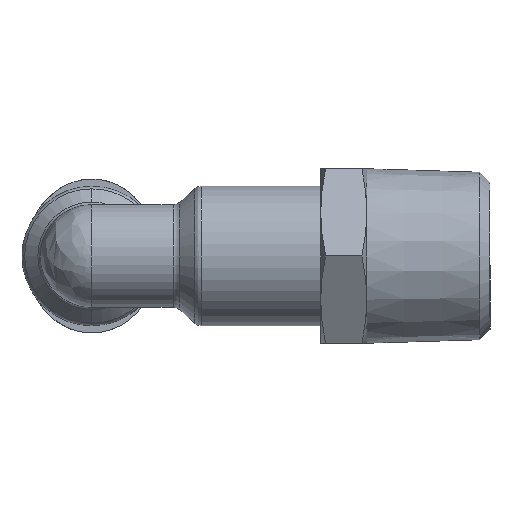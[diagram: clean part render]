
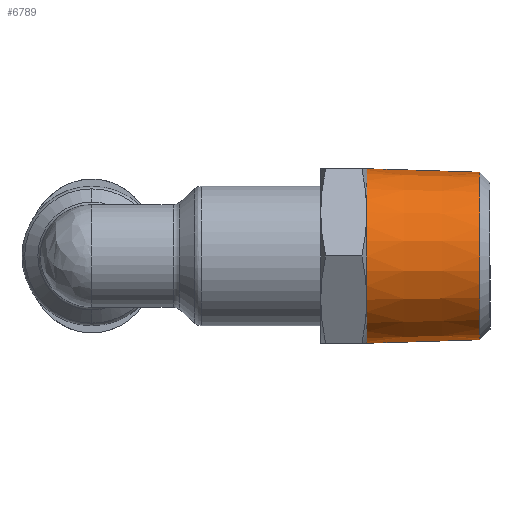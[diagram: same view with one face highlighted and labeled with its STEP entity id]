
A CAD part, left-side view. The second image highlights one B-rep face of the part: STEP entity #6789.
In plain terms, the highlighted conical face has half-angle 1.754 degrees and reference radius 8.5 mm.
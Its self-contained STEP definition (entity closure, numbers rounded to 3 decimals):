
#553 = CARTESIAN_POINT ( 'NONE',  ( -7.472, 8.5, -26.8 ) ) ;
#682 = CARTESIAN_POINT ( 'NONE',  ( -7.472, -8.5, -26.8 ) ) ;
#801 = CONICAL_SURFACE ( 'NONE', #8129, 8.5, 0.031 ) ;
#1295 = DIRECTION ( 'NONE',  ( 0., 1., 0. ) ) ;
#1402 = EDGE_CURVE ( 'NONE', #4193, #8948, #4863, .T. ) ;
#1923 = EDGE_CURVE ( 'NONE', #12680, #4193, #13571, .T. ) ;
#1963 = VERTEX_POINT ( 'NONE', #8533 ) ;
#2231 = AXIS2_PLACEMENT_3D ( 'NONE', #13935, #14000, #5268 ) ;
#2428 = AXIS2_PLACEMENT_3D ( 'NONE', #4941, #14571, #13535 ) ;
#2830 = EDGE_LOOP ( 'NONE', ( #8263, #13370, #2989, #2888, #15090, #3811 ) ) ;
#2888 = ORIENTED_EDGE ( 'NONE', *, *, #1923, .T. ) ;
#2985 = DIRECTION ( 'NONE',  ( 0., -1., 0. ) ) ;
#2989 = ORIENTED_EDGE ( 'NONE', *, *, #12185, .T. ) ;
#3032 = DIRECTION ( 'NONE',  ( 0., 0., 1. ) ) ;
#3517 = CARTESIAN_POINT ( 'NONE',  ( -7.472, 0., -26.8 ) ) ;
#3811 = ORIENTED_EDGE ( 'NONE', *, *, #4762, .T. ) ;
#4021 = DIRECTION ( 'NONE',  ( 0., 0., -1. ) ) ;
#4193 = VERTEX_POINT ( 'NONE', #6197 ) ;
#4488 = EDGE_CURVE ( 'NONE', #1963, #4891, #5654, .T. ) ;
#4667 = CIRCLE ( 'NONE', #2428, 8.5 ) ;
#4762 = EDGE_CURVE ( 'NONE', #8948, #4891, #4667, .T. ) ;
#4863 = CIRCLE ( 'NONE', #15476, 8.5 ) ;
#4891 = VERTEX_POINT ( 'NONE', #553 ) ;
#4909 = VERTEX_POINT ( 'NONE', #5313 ) ;
#4941 = CARTESIAN_POINT ( 'NONE',  ( -7.472, 0., -26.8 ) ) ;
#5268 = DIRECTION ( 'NONE',  ( 0., 1., 0. ) ) ;
#5313 = CARTESIAN_POINT ( 'NONE',  ( -7.472, -8.163, -37.8 ) ) ;
#5654 = LINE ( 'NONE', #13002, #7974 ) ;
#6197 = CARTESIAN_POINT ( 'NONE',  ( -14.833, -4.25, -26.8 ) ) ;
#6789 = ADVANCED_FACE ( 'NONE', ( #15418 ), #801, .T. ) ;
#7105 = CARTESIAN_POINT ( 'NONE',  ( -7.472, -8.5, -26.8 ) ) ;
#7520 = CARTESIAN_POINT ( 'NONE',  ( -7.472, 0., -26.8 ) ) ;
#7974 = VECTOR ( 'NONE', #9561, 1000. ) ;
#8129 = AXIS2_PLACEMENT_3D ( 'NONE', #12623, #3032, #2985 ) ;
#8263 = ORIENTED_EDGE ( 'NONE', *, *, #4488, .F. ) ;
#8533 = CARTESIAN_POINT ( 'NONE',  ( -7.472, 8.163, -37.8 ) ) ;
#8948 = VERTEX_POINT ( 'NONE', #11609 ) ;
#9561 = DIRECTION ( 'NONE',  ( 0., 0.031, 1. ) ) ;
#11609 = CARTESIAN_POINT ( 'NONE',  ( -14.833, 4.25, -26.8 ) ) ;
#11657 = EDGE_CURVE ( 'NONE', #1963, #4909, #14387, .T. ) ;
#12185 = EDGE_CURVE ( 'NONE', #4909, #12680, #15342, .T. ) ;
#12623 = CARTESIAN_POINT ( 'NONE',  ( -7.472, 0., -26.8 ) ) ;
#12680 = VERTEX_POINT ( 'NONE', #682 ) ;
#12876 = AXIS2_PLACEMENT_3D ( 'NONE', #3517, #14778, #1295 ) ;
#13002 = CARTESIAN_POINT ( 'NONE',  ( -7.472, 8.5, -26.8 ) ) ;
#13370 = ORIENTED_EDGE ( 'NONE', *, *, #11657, .T. ) ;
#13535 = DIRECTION ( 'NONE',  ( 0., 1., 0. ) ) ;
#13571 = CIRCLE ( 'NONE', #12876, 8.5 ) ;
#13586 = DIRECTION ( 'NONE',  ( 0., 1., 0. ) ) ;
#13935 = CARTESIAN_POINT ( 'NONE',  ( -7.472, 0., -37.8 ) ) ;
#14000 = DIRECTION ( 'NONE',  ( 0., 0., 1. ) ) ;
#14387 = CIRCLE ( 'NONE', #2231, 8.163 ) ;
#14571 = DIRECTION ( 'NONE',  ( 0., 0., -1. ) ) ;
#14778 = DIRECTION ( 'NONE',  ( 0., 0., -1. ) ) ;
#15090 = ORIENTED_EDGE ( 'NONE', *, *, #1402, .T. ) ;
#15342 = LINE ( 'NONE', #7105, #15523 ) ;
#15418 = FACE_OUTER_BOUND ( 'NONE', #2830, .T. ) ;
#15476 = AXIS2_PLACEMENT_3D ( 'NONE', #7520, #4021, #13586 ) ;
#15523 = VECTOR ( 'NONE', #15827, 1000. ) ;
#15827 = DIRECTION ( 'NONE',  ( 0., -0.031, 1. ) ) ;
